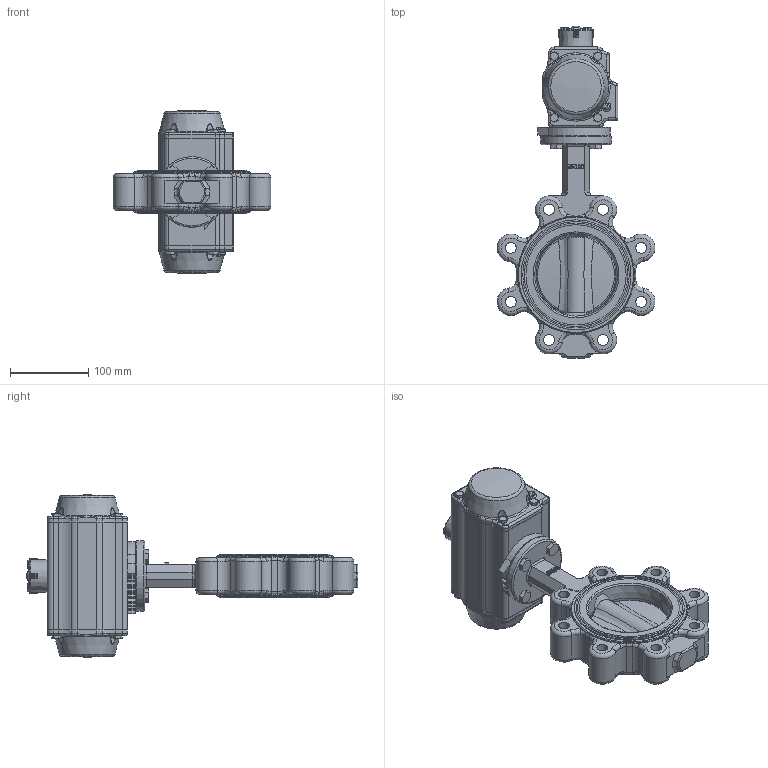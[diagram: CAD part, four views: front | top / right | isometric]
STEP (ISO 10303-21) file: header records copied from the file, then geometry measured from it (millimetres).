
FILE_DESCRIPTION(/* description */ ('Unknown'),/* implementation_level */ '2;1');
FILE_NAME(/* name */ 'DW04 5200_5210_5220-12',/* time_stamp */ '2023-05-02T13:02:27+02:00',/* author */ ('Unknown'),/* organization */ ('Unknown'),/* preprocessor_version */ 'ST-DEVELOPER v18.102',/* originating_system */ 'Solid Edge',/* authorisation */ 'Unknown');
FILE_SCHEMA (('AUTOMOTIVE_DESIGN {1 0 10303 214 3 1 1}'));
Length unit declared in the file: millimetre
Products named in the file (18): DW70-5.200_210_220.100; DW70_FR52; ____; ________(___________; _____________; ______; hex head bolts-full thread grade c gb_GB_FASTENER_BOLT_HHBFTC M6X20-N; cup head nib bolts with large head gb_GB_FASTENER_BOLT_CHNBW M6X25-N; KP-75; Raster DN40- DN150; LUG-DN100; DN100概极; seat; disc; shaft1; shaft2; bushing1; M10x30
Assembly tree (30 placements, depth 4):
  DW70-5.200_210_220.100
    DW70_FR52
      ____
        ________(___________  x2
        _____________  x2
        ______
      hex head bolts-full thread grade c gb_GB_FASTENER_BOLT_HHBFTC M6X20-N  x8
      cup head nib bolts with large head gb_GB_FASTENER_BOLT_CHNBW M6X25-N
      KP-75
    Raster DN40- DN150
    LUG-DN100
      DN100概极
      seat
      disc
      shaft1
      shaft2
      bushing1  x2
    M10x30  x4
Bounding box: 201.28 x 423.4 x 206.95 mm (x, y, z)
Volume: 2751869.1 mm3; surface area: 398256.1 mm2
Topology: 27 solids, 27 shells, 1667 faces, 4052 edges, 2490 vertices
Faces by surface type: plane 564, cylinder 477, bspline 259, torus 200, cone 150, sphere 17
Full cylindrical faces by diameter (mm): 3 x18, 3.3 x8, 4.2 x8, 4.66 x1, 5 x14, 6 x9, 6.2 x1, 6.8 x12, 8.8 x2, 10 x8, 10.7 x1, 12 x1, 14 x8, 15.77 x5, 15.93 x1, 16 x2, 20.6 x2, 20.62 x2, 20.7 x2, 21.8 x1, 24.6 x1, 25.8 x2, 27.2 x1, 30.86 x1, 32 x2, 38.5 x1, 52.79 x2, 56 x1, 90 x1, 112.8 x2
Entity records: 48924 total; most frequent: CARTESIAN_POINT 18169, ORIENTED_EDGE 6160, DIRECTION 6142, EDGE_CURVE 3080, AXIS2_PLACEMENT_3D 2464, VERTEX_POINT 2033, FACE_BOUND 1693, EDGE_LOOP 1664
